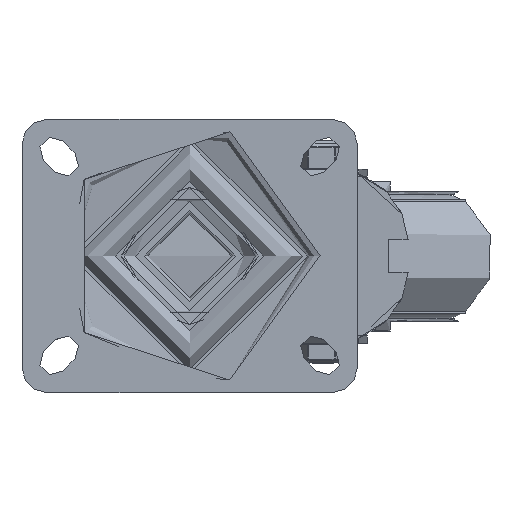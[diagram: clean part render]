
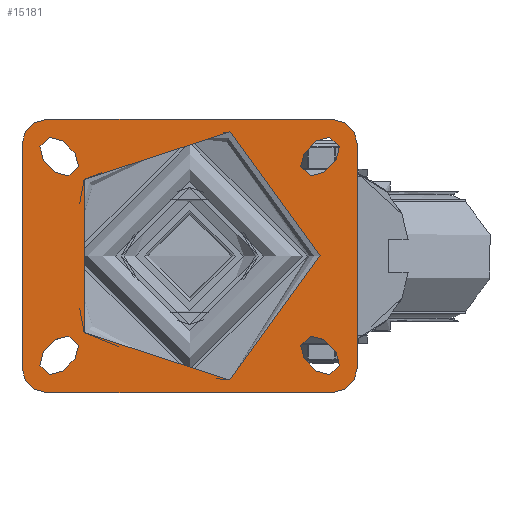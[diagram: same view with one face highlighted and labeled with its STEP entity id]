
A CAD part, top view. The second image highlights one B-rep face of the part: STEP entity #15181.
In plain terms, the highlighted planar face has unit normal (0, 0, 1).
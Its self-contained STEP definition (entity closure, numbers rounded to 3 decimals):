
#547=FACE_BOUND('',#3166,.T.);
#548=FACE_BOUND('',#3167,.T.);
#549=FACE_BOUND('',#3168,.T.);
#550=FACE_BOUND('',#3169,.T.);
#551=FACE_BOUND('',#3170,.T.);
#704=PLANE('',#16415);
#2190=FACE_OUTER_BOUND('',#3165,.T.);
#3165=EDGE_LOOP('',(#10491,#10492,#10493,#10494,#10495,#10496,#10497,#10498));
#3166=EDGE_LOOP('',(#10499));
#3167=EDGE_LOOP('',(#10500,#10501,#10502,#10503));
#3168=EDGE_LOOP('',(#10504,#10505,#10506,#10507));
#3169=EDGE_LOOP('',(#10508,#10509,#10510,#10511));
#3170=EDGE_LOOP('',(#10512,#10513,#10514,#10515));
#4279=LINE('',#24090,#5079);
#4280=LINE('',#24091,#5080);
#4281=LINE('',#24092,#5081);
#4282=LINE('',#24093,#5082);
#4283=LINE('',#24094,#5083);
#4284=LINE('',#24095,#5084);
#4285=LINE('',#24096,#5085);
#4286=LINE('',#24097,#5086);
#4287=LINE('',#24098,#5087);
#4288=LINE('',#24099,#5088);
#4289=LINE('',#24100,#5089);
#4290=LINE('',#24101,#5090);
#5079=VECTOR('',#18054,1000.);
#5080=VECTOR('',#18055,1000.);
#5081=VECTOR('',#18056,1000.);
#5082=VECTOR('',#18057,1000.);
#5083=VECTOR('',#18058,1000.);
#5084=VECTOR('',#18059,1000.);
#5085=VECTOR('',#18060,1000.);
#5086=VECTOR('',#18061,1000.);
#5087=VECTOR('',#18062,1000.);
#5088=VECTOR('',#18063,1000.);
#5089=VECTOR('',#18064,1000.);
#5090=VECTOR('',#18065,1000.);
#5850=CIRCLE('',#16327,5.5);
#5851=CIRCLE('',#16329,5.5);
#5854=CIRCLE('',#16333,5.5);
#5855=CIRCLE('',#16335,5.5);
#5858=CIRCLE('',#16339,5.5);
#5859=CIRCLE('',#16341,5.5);
#5862=CIRCLE('',#16345,5.5);
#5863=CIRCLE('',#16347,5.5);
#5869=CIRCLE('',#16356,10.);
#5871=CIRCLE('',#16359,10.);
#5873=CIRCLE('',#16362,10.);
#5875=CIRCLE('',#16365,10.);
#5879=CIRCLE('',#16370,52.494);
#6598=VERTEX_POINT('',#21668);
#6599=VERTEX_POINT('',#21670);
#6600=VERTEX_POINT('',#21674);
#6601=VERTEX_POINT('',#21675);
#6606=VERTEX_POINT('',#21686);
#6607=VERTEX_POINT('',#21688);
#6608=VERTEX_POINT('',#21692);
#6609=VERTEX_POINT('',#21693);
#6614=VERTEX_POINT('',#21704);
#6615=VERTEX_POINT('',#21706);
#6616=VERTEX_POINT('',#21710);
#6617=VERTEX_POINT('',#21711);
#6622=VERTEX_POINT('',#21722);
#6623=VERTEX_POINT('',#21724);
#6624=VERTEX_POINT('',#21728);
#6625=VERTEX_POINT('',#21729);
#6631=VERTEX_POINT('',#21747);
#6632=VERTEX_POINT('',#21748);
#6635=VERTEX_POINT('',#21756);
#6636=VERTEX_POINT('',#21757);
#6639=VERTEX_POINT('',#21765);
#6640=VERTEX_POINT('',#21766);
#6643=VERTEX_POINT('',#21774);
#6644=VERTEX_POINT('',#21775);
#6648=VERTEX_POINT('',#21785);
#8065=EDGE_CURVE('',#6599,#6598,#5850,.T.);
#8067=EDGE_CURVE('',#6600,#6601,#5851,.T.);
#8073=EDGE_CURVE('',#6607,#6606,#5854,.T.);
#8075=EDGE_CURVE('',#6608,#6609,#5855,.T.);
#8081=EDGE_CURVE('',#6615,#6614,#5858,.T.);
#8083=EDGE_CURVE('',#6616,#6617,#5859,.T.);
#8089=EDGE_CURVE('',#6623,#6622,#5862,.T.);
#8091=EDGE_CURVE('',#6624,#6625,#5863,.T.);
#8100=EDGE_CURVE('',#6631,#6632,#5869,.T.);
#8104=EDGE_CURVE('',#6635,#6636,#5871,.T.);
#8108=EDGE_CURVE('',#6639,#6640,#5873,.T.);
#8112=EDGE_CURVE('',#6643,#6644,#5875,.T.);
#8118=EDGE_CURVE('',#6648,#6648,#5879,.T.);
#8153=EDGE_CURVE('',#6640,#6643,#4279,.T.);
#8154=EDGE_CURVE('',#6636,#6639,#4280,.T.);
#8155=EDGE_CURVE('',#6632,#6635,#4281,.T.);
#8156=EDGE_CURVE('',#6644,#6631,#4282,.T.);
#8157=EDGE_CURVE('',#6622,#6624,#4283,.T.);
#8158=EDGE_CURVE('',#6625,#6623,#4284,.T.);
#8159=EDGE_CURVE('',#6614,#6616,#4285,.T.);
#8160=EDGE_CURVE('',#6617,#6615,#4286,.T.);
#8161=EDGE_CURVE('',#6606,#6608,#4287,.T.);
#8162=EDGE_CURVE('',#6609,#6607,#4288,.T.);
#8163=EDGE_CURVE('',#6598,#6600,#4289,.T.);
#8164=EDGE_CURVE('',#6601,#6599,#4290,.T.);
#10491=ORIENTED_EDGE('',*,*,#8112,.F.);
#10492=ORIENTED_EDGE('',*,*,#8153,.F.);
#10493=ORIENTED_EDGE('',*,*,#8108,.F.);
#10494=ORIENTED_EDGE('',*,*,#8154,.F.);
#10495=ORIENTED_EDGE('',*,*,#8104,.F.);
#10496=ORIENTED_EDGE('',*,*,#8155,.F.);
#10497=ORIENTED_EDGE('',*,*,#8100,.F.);
#10498=ORIENTED_EDGE('',*,*,#8156,.F.);
#10499=ORIENTED_EDGE('',*,*,#8118,.F.);
#10500=ORIENTED_EDGE('',*,*,#8157,.T.);
#10501=ORIENTED_EDGE('',*,*,#8091,.T.);
#10502=ORIENTED_EDGE('',*,*,#8158,.T.);
#10503=ORIENTED_EDGE('',*,*,#8089,.T.);
#10504=ORIENTED_EDGE('',*,*,#8159,.T.);
#10505=ORIENTED_EDGE('',*,*,#8083,.T.);
#10506=ORIENTED_EDGE('',*,*,#8160,.T.);
#10507=ORIENTED_EDGE('',*,*,#8081,.T.);
#10508=ORIENTED_EDGE('',*,*,#8161,.T.);
#10509=ORIENTED_EDGE('',*,*,#8075,.T.);
#10510=ORIENTED_EDGE('',*,*,#8162,.T.);
#10511=ORIENTED_EDGE('',*,*,#8073,.T.);
#10512=ORIENTED_EDGE('',*,*,#8163,.T.);
#10513=ORIENTED_EDGE('',*,*,#8067,.T.);
#10514=ORIENTED_EDGE('',*,*,#8164,.T.);
#10515=ORIENTED_EDGE('',*,*,#8065,.T.);
#15181=ADVANCED_FACE('',(#2190,#547,#548,#549,#550,#551),#704,.T.);
#16327=AXIS2_PLACEMENT_3D('',#21671,#17847,#17848);
#16329=AXIS2_PLACEMENT_3D('',#21676,#17852,#17853);
#16333=AXIS2_PLACEMENT_3D('',#21689,#17863,#17864);
#16335=AXIS2_PLACEMENT_3D('',#21694,#17868,#17869);
#16339=AXIS2_PLACEMENT_3D('',#21707,#17879,#17880);
#16341=AXIS2_PLACEMENT_3D('',#21712,#17884,#17885);
#16345=AXIS2_PLACEMENT_3D('',#21725,#17895,#17896);
#16347=AXIS2_PLACEMENT_3D('',#21730,#17900,#17901);
#16356=AXIS2_PLACEMENT_3D('',#21749,#17921,#17922);
#16359=AXIS2_PLACEMENT_3D('',#21758,#17929,#17930);
#16362=AXIS2_PLACEMENT_3D('',#21767,#17937,#17938);
#16365=AXIS2_PLACEMENT_3D('',#21776,#17945,#17946);
#16370=AXIS2_PLACEMENT_3D('',#21787,#17957,#17958);
#16415=AXIS2_PLACEMENT_3D('',#24089,#18052,#18053);
#17847=DIRECTION('center_axis',(0.,0.,-1.));
#17848=DIRECTION('ref_axis',(-1.,0.,0.));
#17852=DIRECTION('center_axis',(0.,0.,-1.));
#17853=DIRECTION('ref_axis',(-1.,0.,0.));
#17863=DIRECTION('center_axis',(0.,0.,-1.));
#17864=DIRECTION('ref_axis',(-1.,0.,0.));
#17868=DIRECTION('center_axis',(0.,0.,-1.));
#17869=DIRECTION('ref_axis',(-1.,0.,0.));
#17879=DIRECTION('center_axis',(0.,0.,-1.));
#17880=DIRECTION('ref_axis',(1.,0.,0.));
#17884=DIRECTION('center_axis',(0.,0.,-1.));
#17885=DIRECTION('ref_axis',(1.,0.,0.));
#17895=DIRECTION('center_axis',(0.,0.,-1.));
#17896=DIRECTION('ref_axis',(1.,0.,0.));
#17900=DIRECTION('center_axis',(0.,0.,-1.));
#17901=DIRECTION('ref_axis',(1.,0.,0.));
#17921=DIRECTION('center_axis',(0.,0.,-1.));
#17922=DIRECTION('ref_axis',(-0.707,0.707,0.));
#17929=DIRECTION('center_axis',(0.,0.,-1.));
#17930=DIRECTION('ref_axis',(0.707,0.707,0.));
#17937=DIRECTION('center_axis',(0.,0.,-1.));
#17938=DIRECTION('ref_axis',(0.707,-0.707,0.));
#17945=DIRECTION('center_axis',(0.,0.,-1.));
#17946=DIRECTION('ref_axis',(-0.707,-0.707,0.));
#17957=DIRECTION('center_axis',(0.,0.,1.));
#17958=DIRECTION('ref_axis',(-1.,0.,0.));
#18052=DIRECTION('center_axis',(0.,0.,1.));
#18053=DIRECTION('ref_axis',(1.,0.,0.));
#18054=DIRECTION('',(-1.,0.,0.));
#18055=DIRECTION('',(0.,-1.,0.));
#18056=DIRECTION('',(1.,0.,0.));
#18057=DIRECTION('',(0.,1.,0.));
#18058=DIRECTION('',(0.707,-0.707,0.));
#18059=DIRECTION('',(-0.707,0.707,0.));
#18060=DIRECTION('',(0.707,0.707,0.));
#18061=DIRECTION('',(-0.707,-0.707,0.));
#18062=DIRECTION('',(-0.707,-0.707,0.));
#18063=DIRECTION('',(0.707,0.707,0.));
#18064=DIRECTION('',(-0.707,0.707,0.));
#18065=DIRECTION('',(0.707,-0.707,0.));
#21668=CARTESIAN_POINT('',(51.086,-46.364,0.));
#21670=CARTESIAN_POINT('',(58.864,-38.586,0.));
#21671=CARTESIAN_POINT('Origin',(54.975,-42.475,0.));
#21674=CARTESIAN_POINT('',(46.136,-41.414,0.));
#21675=CARTESIAN_POINT('',(53.914,-33.636,0.));
#21676=CARTESIAN_POINT('Origin',(50.025,-37.525,0.));
#21686=CARTESIAN_POINT('',(58.864,38.586,0.));
#21688=CARTESIAN_POINT('',(51.086,46.364,0.));
#21689=CARTESIAN_POINT('Origin',(54.975,42.475,0.));
#21692=CARTESIAN_POINT('',(53.914,33.636,0.));
#21693=CARTESIAN_POINT('',(46.136,41.414,0.));
#21694=CARTESIAN_POINT('Origin',(50.025,37.525,0.));
#21704=CARTESIAN_POINT('',(-58.864,-38.586,0.));
#21706=CARTESIAN_POINT('',(-51.086,-46.364,0.));
#21707=CARTESIAN_POINT('Origin',(-54.975,-42.475,0.));
#21710=CARTESIAN_POINT('',(-53.914,-33.636,0.));
#21711=CARTESIAN_POINT('',(-46.136,-41.414,0.));
#21712=CARTESIAN_POINT('Origin',(-50.025,-37.525,0.));
#21722=CARTESIAN_POINT('',(-51.086,46.364,0.));
#21724=CARTESIAN_POINT('',(-58.864,38.586,0.));
#21725=CARTESIAN_POINT('Origin',(-54.975,42.475,0.));
#21728=CARTESIAN_POINT('',(-46.136,41.414,0.));
#21729=CARTESIAN_POINT('',(-53.914,33.636,0.));
#21730=CARTESIAN_POINT('Origin',(-50.025,37.525,0.));
#21747=CARTESIAN_POINT('',(-67.5,45.,0.));
#21748=CARTESIAN_POINT('',(-57.5,55.,0.));
#21749=CARTESIAN_POINT('Origin',(-57.5,45.,0.));
#21756=CARTESIAN_POINT('',(57.5,55.,0.));
#21757=CARTESIAN_POINT('',(67.5,45.,0.));
#21758=CARTESIAN_POINT('Origin',(57.5,45.,0.));
#21765=CARTESIAN_POINT('',(67.5,-45.,0.));
#21766=CARTESIAN_POINT('',(57.5,-55.,0.));
#21767=CARTESIAN_POINT('Origin',(57.5,-45.,0.));
#21774=CARTESIAN_POINT('',(-57.5,-55.,0.));
#21775=CARTESIAN_POINT('',(-67.5,-45.,0.));
#21776=CARTESIAN_POINT('Origin',(-57.5,-45.,0.));
#21785=CARTESIAN_POINT('',(52.494,0.,0.));
#21787=CARTESIAN_POINT('Origin',(0.,0.,0.));
#24089=CARTESIAN_POINT('Origin',(0.,0.,0.));
#24090=CARTESIAN_POINT('',(67.5,-55.,0.));
#24091=CARTESIAN_POINT('',(67.5,55.,0.));
#24092=CARTESIAN_POINT('',(-67.5,55.,0.));
#24093=CARTESIAN_POINT('',(-67.5,-55.,0.));
#24094=CARTESIAN_POINT('',(-51.086,46.364,0.));
#24095=CARTESIAN_POINT('',(-58.864,38.586,0.));
#24096=CARTESIAN_POINT('',(-58.864,-38.586,0.));
#24097=CARTESIAN_POINT('',(-51.086,-46.364,0.));
#24098=CARTESIAN_POINT('',(58.864,38.586,0.));
#24099=CARTESIAN_POINT('',(51.086,46.364,0.));
#24100=CARTESIAN_POINT('',(51.086,-46.364,0.));
#24101=CARTESIAN_POINT('',(58.864,-38.586,0.));
